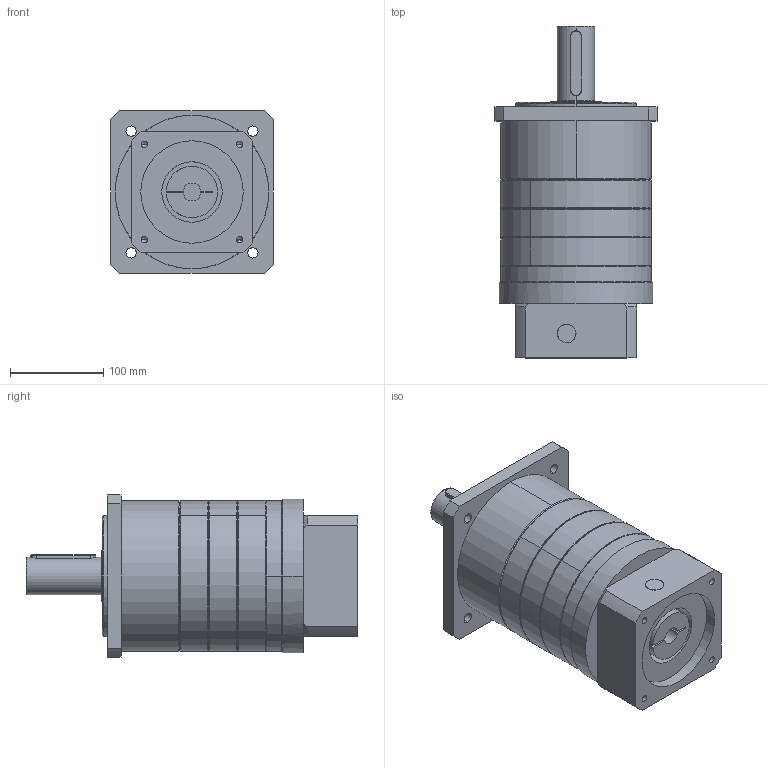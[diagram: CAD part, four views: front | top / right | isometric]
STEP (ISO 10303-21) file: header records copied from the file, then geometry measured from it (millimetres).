
FILE_DESCRIPTION (( 'STEP AP203' ), '1' );
FILE_NAME ('P2F160-L3-130-1.step', '2021-03-14T08:19:14', ( '' ), ( '' ), 'SwSTEP 2.0', 'SolidWorks 2016', '' );
FILE_SCHEMA (( 'CONFIG_CONTROL_DESIGN' ));
Length unit declared in the file: millimetre
Products named in the file (7): 160坶踡輸AQA130-1; 螺塞盖; 160笢潔撰-L3; 160ヶ儂裔F; P2F160-L3-130-1; 160怀堤粣; 160输入级AQA130-13456
Assembly tree (6 placements, depth 2):
  P2F160-L3-130-1
    160ヶ儂裔F
    160怀堤粣
    160笢潔撰-L3
    160输入级AQA130-13456
    160坶踡輸AQA130-1
    螺塞盖
Bounding box: 175 x 356.5 x 175 mm (x, y, z)
Volume: 5458097.7 mm3; surface area: 334954.9 mm2
Topology: 6 solids, 6 shells, 164 faces, 365 edges, 221 vertices
Faces by surface type: cylinder 72, plane 47, cone 25, torus 20
Entity records: 5576 total; most frequent: CARTESIAN_POINT 1099, DIRECTION 873, ORIENTED_EDGE 710, AXIS2_PLACEMENT_3D 363, EDGE_CURVE 355, VERTEX_POINT 221, EDGE_LOOP 196, CIRCLE 190
